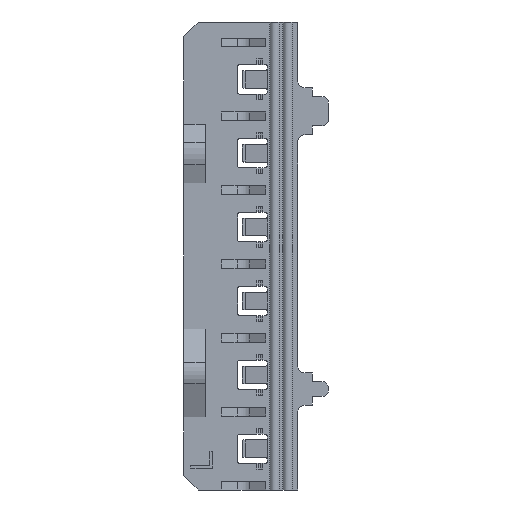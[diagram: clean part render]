
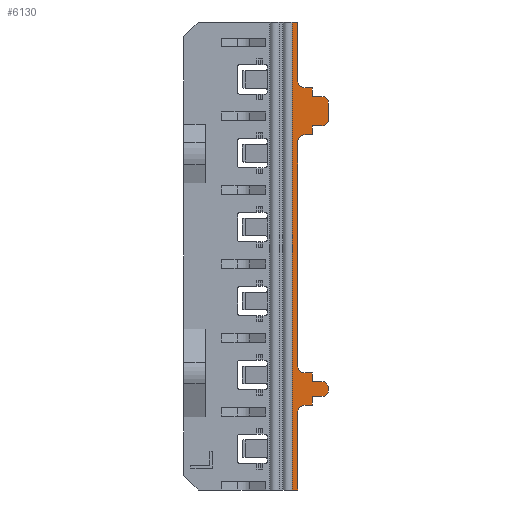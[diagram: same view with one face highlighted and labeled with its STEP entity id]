
A CAD part, left-side view. The second image highlights one B-rep face of the part: STEP entity #6130.
In plain terms, the highlighted planar face has unit normal (-1, 0, 0).
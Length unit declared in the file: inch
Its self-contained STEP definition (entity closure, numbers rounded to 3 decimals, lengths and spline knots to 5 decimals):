
#2=DIRECTION('',(0.,0.,1.));
#3=VECTOR('',#2,0.04);
#4=CARTESIAN_POINT('',(-0.022,0.,-1.03));
#5=LINE('',#4,#3);
#14=DIRECTION('',(0.,0.,1.));
#15=VECTOR('',#14,0.14);
#16=CARTESIAN_POINT('',(-0.022,0.,0.82));
#17=LINE('',#16,#15);
#30=DIRECTION('',(0.,0.707,-0.707));
#31=VECTOR('',#30,0.04243);
#32=CARTESIAN_POINT('',(-0.022,0.,-1.03));
#33=LINE('',#32,#31);
#131=CARTESIAN_POINT('',(-0.022,0.16,1.1));
#132=DIRECTION('',(1.,0.,0.));
#133=DIRECTION('',(0.,0.,-1.));
#134=AXIS2_PLACEMENT_3D('',#131,#132,#133);
#136=DIRECTION('',(0.,0.,-1.));
#137=VECTOR('',#136,0.4);
#138=CARTESIAN_POINT('',(-0.022,0.21,1.5));
#139=LINE('',#138,#137);
#140=DIRECTION('',(0.,1.,0.));
#141=VECTOR('',#140,0.05);
#142=CARTESIAN_POINT('',(-0.022,0.11,1.05));
#143=LINE('',#142,#141);
#144=DIRECTION('',(0.,0.,-1.));
#145=VECTOR('',#144,0.06);
#146=CARTESIAN_POINT('',(-0.022,0.11,1.05));
#147=LINE('',#146,#145);
#148=DIRECTION('',(0.,1.,0.));
#149=VECTOR('',#148,0.08);
#150=CARTESIAN_POINT('',(-0.022,0.03,0.99));
#151=LINE('',#150,#149);
#152=DIRECTION('',(0.,1.,0.));
#153=VECTOR('',#152,0.08);
#154=CARTESIAN_POINT('',(-0.022,0.03,0.79));
#155=LINE('',#154,#153);
#156=DIRECTION('',(0.,0.,1.));
#157=VECTOR('',#156,0.06);
#158=CARTESIAN_POINT('',(-0.022,0.11,0.73));
#159=LINE('',#158,#157);
#160=DIRECTION('',(0.,-1.,0.));
#161=VECTOR('',#160,0.05);
#162=CARTESIAN_POINT('',(-0.022,0.16,0.73));
#163=LINE('',#162,#161);
#164=DIRECTION('',(0.,0.,1.));
#165=VECTOR('',#164,1.53);
#166=CARTESIAN_POINT('',(-0.022,0.21,-0.85));
#167=LINE('',#166,#165);
#168=DIRECTION('',(0.,1.,0.));
#169=VECTOR('',#168,0.05);
#170=CARTESIAN_POINT('',(-0.022,0.11,-0.9));
#171=LINE('',#170,#169);
#172=DIRECTION('',(0.,0.,1.));
#173=VECTOR('',#172,0.06);
#174=CARTESIAN_POINT('',(-0.022,0.11,-0.96));
#175=LINE('',#174,#173);
#176=DIRECTION('',(0.,1.,0.));
#177=VECTOR('',#176,0.08);
#178=CARTESIAN_POINT('',(-0.022,0.03,-0.96));
#179=LINE('',#178,#177);
#180=DIRECTION('',(0.,1.,0.));
#181=VECTOR('',#180,0.08);
#182=CARTESIAN_POINT('',(-0.022,0.03,-1.06));
#183=LINE('',#182,#181);
#184=DIRECTION('',(0.,0.,1.));
#185=VECTOR('',#184,0.06);
#186=CARTESIAN_POINT('',(-0.022,0.11,-1.12));
#187=LINE('',#186,#185);
#188=DIRECTION('',(0.,-1.,0.));
#189=VECTOR('',#188,0.05);
#190=CARTESIAN_POINT('',(-0.022,0.16,-1.12));
#191=LINE('',#190,#189);
#192=DIRECTION('',(0.,0.,1.));
#193=VECTOR('',#192,0.53);
#194=CARTESIAN_POINT('',(-0.022,0.21,-1.7));
#195=LINE('',#194,#193);
#196=DIRECTION('',(0.,1.,0.));
#197=VECTOR('',#196,0.03675);
#198=CARTESIAN_POINT('',(-0.022,0.21,-1.7));
#199=LINE('',#198,#197);
#212=DIRECTION('',(0.,0.707,0.707));
#213=VECTOR('',#212,0.04243);
#214=CARTESIAN_POINT('',(-0.022,0.,0.96));
#215=LINE('',#214,#213);
#236=DIRECTION('',(0.,0.707,-0.707));
#237=VECTOR('',#236,0.04243);
#238=CARTESIAN_POINT('',(-0.022,0.,0.82));
#239=LINE('',#238,#237);
#269=CARTESIAN_POINT('',(-0.022,0.16,-0.85));
#270=DIRECTION('',(1.,0.,0.));
#271=DIRECTION('',(0.,0.,-1.));
#272=AXIS2_PLACEMENT_3D('',#269,#270,#271);
#287=CARTESIAN_POINT('',(-0.022,0.16,0.68));
#288=DIRECTION('',(1.,0.,0.));
#289=DIRECTION('',(0.,1.,0.));
#290=AXIS2_PLACEMENT_3D('',#287,#288,#289);
#296=DIRECTION('',(0.,0.707,0.707));
#297=VECTOR('',#296,0.04243);
#298=CARTESIAN_POINT('',(-0.022,0.,-0.99));
#299=LINE('',#298,#297);
#329=CARTESIAN_POINT('',(-0.022,0.16,-1.17));
#330=DIRECTION('',(1.,0.,0.));
#331=DIRECTION('',(0.,1.,0.));
#332=AXIS2_PLACEMENT_3D('',#329,#330,#331);
#2414=DIRECTION('',(0.,1.,0.));
#2415=VECTOR('',#2414,0.03675);
#2416=CARTESIAN_POINT('',(-0.022,0.21,1.5));
#2417=LINE('',#2416,#2415);
#2510=DIRECTION('',(0.,0.,1.));
#2511=VECTOR('',#2510,3.2);
#2512=CARTESIAN_POINT('',(-0.022,0.24675,-1.7));
#2513=LINE('',#2512,#2511);
#4518=CARTESIAN_POINT('',(-0.022,0.24675,-1.7));
#4519=CARTESIAN_POINT('',(-0.022,0.24675,1.5));
#4520=VERTEX_POINT('',#4518);
#4521=VERTEX_POINT('',#4519);
#4523=CARTESIAN_POINT('',(-0.022,0.11,-1.06));
#4525=VERTEX_POINT('',#4523);
#4527=CARTESIAN_POINT('',(-0.022,0.11,0.99));
#4529=VERTEX_POINT('',#4527);
#4531=CARTESIAN_POINT('',(-0.022,0.11,-0.96));
#4533=VERTEX_POINT('',#4531);
#4535=CARTESIAN_POINT('',(-0.022,0.11,0.79));
#4537=VERTEX_POINT('',#4535);
#4887=CARTESIAN_POINT('',(-0.022,0.,-1.03));
#4889=VERTEX_POINT('',#4887);
#4891=CARTESIAN_POINT('',(-0.022,0.03,-1.06));
#4893=VERTEX_POINT('',#4891);
#4895=CARTESIAN_POINT('',(-0.022,0.,0.82));
#4897=VERTEX_POINT('',#4895);
#4899=CARTESIAN_POINT('',(-0.022,0.03,0.79));
#4901=VERTEX_POINT('',#4899);
#4904=CARTESIAN_POINT('',(-0.022,0.,-0.99));
#4905=VERTEX_POINT('',#4904);
#4907=CARTESIAN_POINT('',(-0.022,0.03,-0.96));
#4909=VERTEX_POINT('',#4907);
#4936=CARTESIAN_POINT('',(-0.022,0.,0.96));
#4937=VERTEX_POINT('',#4936);
#4939=CARTESIAN_POINT('',(-0.022,0.03,0.99));
#4941=VERTEX_POINT('',#4939);
#4946=CARTESIAN_POINT('',(-0.022,0.21,-1.7));
#4948=VERTEX_POINT('',#4946);
#4954=CARTESIAN_POINT('',(-0.022,0.21,1.5));
#4956=VERTEX_POINT('',#4954);
#4966=CARTESIAN_POINT('',(-0.022,0.11,-1.12));
#4968=VERTEX_POINT('',#4966);
#4970=CARTESIAN_POINT('',(-0.022,0.11,1.05));
#4972=VERTEX_POINT('',#4970);
#4974=CARTESIAN_POINT('',(-0.022,0.11,-0.9));
#4976=VERTEX_POINT('',#4974);
#4978=CARTESIAN_POINT('',(-0.022,0.11,0.73));
#4980=VERTEX_POINT('',#4978);
#5477=CARTESIAN_POINT('',(-0.022,0.16,0.73));
#5479=VERTEX_POINT('',#5477);
#5481=CARTESIAN_POINT('',(-0.022,0.21,0.68));
#5483=VERTEX_POINT('',#5481);
#5485=CARTESIAN_POINT('',(-0.022,0.21,1.1));
#5487=VERTEX_POINT('',#5485);
#5489=CARTESIAN_POINT('',(-0.022,0.16,1.05));
#5491=VERTEX_POINT('',#5489);
#5493=CARTESIAN_POINT('',(-0.022,0.21,-0.85));
#5495=VERTEX_POINT('',#5493);
#5497=CARTESIAN_POINT('',(-0.022,0.16,-0.9));
#5499=VERTEX_POINT('',#5497);
#5501=CARTESIAN_POINT('',(-0.022,0.16,-1.12));
#5503=VERTEX_POINT('',#5501);
#5505=CARTESIAN_POINT('',(-0.022,0.21,-1.17));
#5507=VERTEX_POINT('',#5505);
#6073=CARTESIAN_POINT('',(-0.022,0.,-1.7));
#6074=DIRECTION('',(-1.,0.,0.));
#6075=DIRECTION('',(0.,0.,1.));
#6076=AXIS2_PLACEMENT_3D('',#6073,#6074,#6075);
#6077=PLANE('',#6076);
#6078=ORIENTED_EDGE('',*,*,#6065,.T.);
#6079=ORIENTED_EDGE('',*,*,#6054,.F.);
#6080=ORIENTED_EDGE('',*,*,#6040,.F.);
#6082=ORIENTED_EDGE('',*,*,#6081,.T.);
#6084=ORIENTED_EDGE('',*,*,#6083,.F.);
#6086=ORIENTED_EDGE('',*,*,#6085,.F.);
#6087=ORIENTED_EDGE('',*,*,#5919,.F.);
#6089=ORIENTED_EDGE('',*,*,#6088,.T.);
#6091=ORIENTED_EDGE('',*,*,#6090,.T.);
#6093=ORIENTED_EDGE('',*,*,#6092,.F.);
#6095=ORIENTED_EDGE('',*,*,#6094,.F.);
#6097=ORIENTED_EDGE('',*,*,#6096,.F.);
#6099=ORIENTED_EDGE('',*,*,#6098,.F.);
#6101=ORIENTED_EDGE('',*,*,#6100,.F.);
#6103=ORIENTED_EDGE('',*,*,#6102,.F.);
#6105=ORIENTED_EDGE('',*,*,#6104,.F.);
#6107=ORIENTED_EDGE('',*,*,#6106,.F.);
#6109=ORIENTED_EDGE('',*,*,#6108,.F.);
#6110=ORIENTED_EDGE('',*,*,#5899,.F.);
#6111=ORIENTED_EDGE('',*,*,#5934,.T.);
#6113=ORIENTED_EDGE('',*,*,#6112,.T.);
#6115=ORIENTED_EDGE('',*,*,#6114,.F.);
#6117=ORIENTED_EDGE('',*,*,#6116,.F.);
#6119=ORIENTED_EDGE('',*,*,#6118,.F.);
#6121=ORIENTED_EDGE('',*,*,#6120,.F.);
#6123=ORIENTED_EDGE('',*,*,#6122,.T.);
#6125=ORIENTED_EDGE('',*,*,#6124,.T.);
#6127=ORIENTED_EDGE('',*,*,#6126,.F.);
#6128=EDGE_LOOP('',(#6078,#6079,#6080,#6082,#6084,#6086,#6087,#6089,#6091,#6093,
#6095,#6097,#6099,#6101,#6103,#6105,#6107,#6109,#6110,#6111,#6113,#6115,#6117,
#6119,#6121,#6123,#6125,#6127));
#6129=FACE_OUTER_BOUND('',#6128,.F.);
#6130=ADVANCED_FACE('',(#6129),#6077,.T.);
#135=CIRCLE('',#134,0.05);
#273=CIRCLE('',#272,0.05);
#291=CIRCLE('',#290,0.05);
#333=CIRCLE('',#332,0.05);
#5899=EDGE_CURVE('',#4889,#4905,#5,.T.);
#5919=EDGE_CURVE('',#4897,#4937,#17,.T.);
#5934=EDGE_CURVE('',#4889,#4893,#33,.T.);
#6040=EDGE_CURVE('',#4972,#5491,#143,.T.);
#6054=EDGE_CURVE('',#5491,#5487,#135,.T.);
#6065=EDGE_CURVE('',#4956,#5487,#139,.T.);
#6081=EDGE_CURVE('',#4972,#4529,#147,.T.);
#6083=EDGE_CURVE('',#4941,#4529,#151,.T.);
#6085=EDGE_CURVE('',#4937,#4941,#215,.T.);
#6088=EDGE_CURVE('',#4897,#4901,#239,.T.);
#6090=EDGE_CURVE('',#4901,#4537,#155,.T.);
#6092=EDGE_CURVE('',#4980,#4537,#159,.T.);
#6094=EDGE_CURVE('',#5479,#4980,#163,.T.);
#6096=EDGE_CURVE('',#5483,#5479,#291,.T.);
#6098=EDGE_CURVE('',#5495,#5483,#167,.T.);
#6100=EDGE_CURVE('',#5499,#5495,#273,.T.);
#6102=EDGE_CURVE('',#4976,#5499,#171,.T.);
#6104=EDGE_CURVE('',#4533,#4976,#175,.T.);
#6106=EDGE_CURVE('',#4909,#4533,#179,.T.);
#6108=EDGE_CURVE('',#4905,#4909,#299,.T.);
#6112=EDGE_CURVE('',#4893,#4525,#183,.T.);
#6114=EDGE_CURVE('',#4968,#4525,#187,.T.);
#6116=EDGE_CURVE('',#5503,#4968,#191,.T.);
#6118=EDGE_CURVE('',#5507,#5503,#333,.T.);
#6120=EDGE_CURVE('',#4948,#5507,#195,.T.);
#6122=EDGE_CURVE('',#4948,#4520,#199,.T.);
#6124=EDGE_CURVE('',#4520,#4521,#2513,.T.);
#6126=EDGE_CURVE('',#4956,#4521,#2417,.T.);
